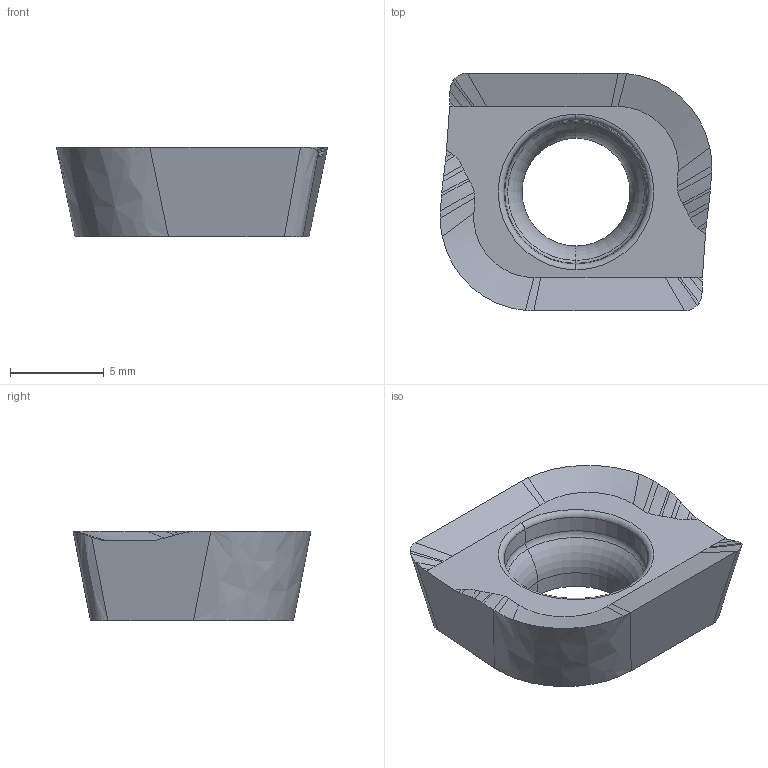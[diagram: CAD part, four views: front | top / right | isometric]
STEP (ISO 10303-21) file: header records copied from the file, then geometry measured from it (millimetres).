
FILE_DESCRIPTION((''),'2;1');
FILE_NAME('CUS_JPGX1404500PPER-JM','2020-06-23T',('tlyw05'),('PTC Japan'),'CREO PARAMETRIC BY PTC INC, 2016380','CREO PARAMETRIC BY PTC INC, 2016380','');
FILE_SCHEMA(('AUTOMOTIVE_DESIGN { 1 0 10303 214 1 1 1 1 }'));
Length unit declared in the file: millimetre
Products named in the file (1): CUS_JPGX1404500PPER-JM
Bounding box: 14.5 x 12.7 x 4.76 mm (x, y, z)
Volume: 472.2 mm3; surface area: 522.8 mm2
Topology: 1 solids, 1 shells, 57 faces, 147 edges, 93 vertices
Faces by surface type: bspline 36, plane 9, torus 6, cone 6
Entity records: 3786 total; most frequent: CARTESIAN_POINT 2019, ORIENTED_EDGE 292, DIRECTION 188, PRESENTATION_STYLE_ASSIGNMENT 150, STYLED_ITEM 150, CURVE_STYLE 149, EDGE_CURVE 146, VERTEX_POINT 92
